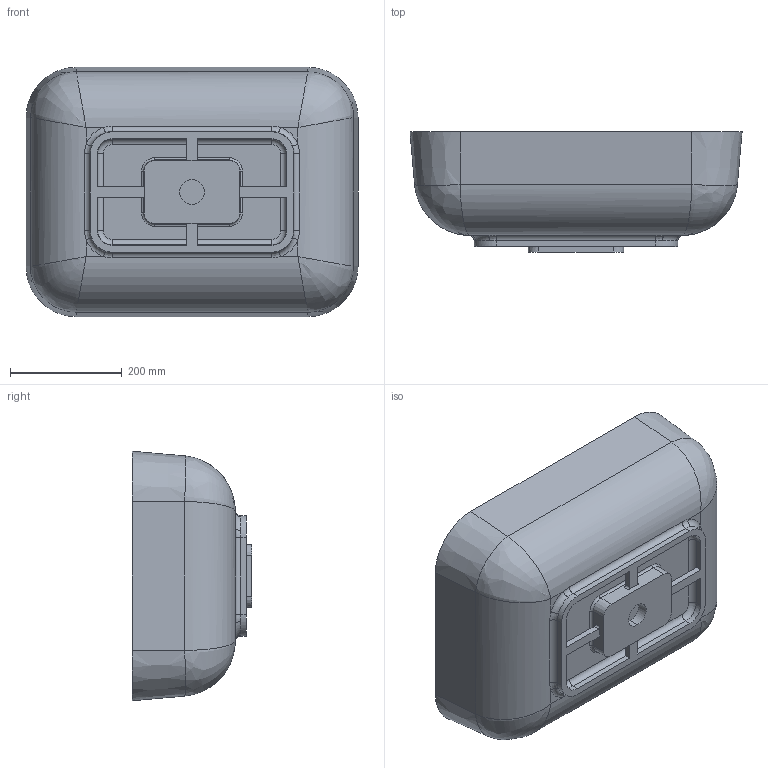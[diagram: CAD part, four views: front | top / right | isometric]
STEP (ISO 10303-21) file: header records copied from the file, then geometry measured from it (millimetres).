
FILE_DESCRIPTION (( 'STEP AP214' ), '1' );
FILE_NAME ('Monaco.STEP', '2019-10-03T13:29:23', ( '' ), ( '' ), 'SwSTEP 2.0', 'SolidWorks 2018', '' );
FILE_SCHEMA (( 'AUTOMOTIVE_DESIGN' ));
Length unit declared in the file: millimetre
Products named in the file (1): Monaco
Bounding box: 595 x 215 x 447 mm (x, y, z)
Volume: 10843849.6 mm3; surface area: 1086727.8 mm2
Topology: 1 solids, 1 shells, 247 faces, 654 edges, 384 vertices
Faces by surface type: cylinder 78, plane 59, bspline 54, cone 26, torus 18, sphere 12
Entity records: 29607 total; most frequent: CARTESIAN_POINT 24067, ORIENTED_EDGE 1268, DIRECTION 1028, EDGE_CURVE 634, VERTEX_POINT 384, AXIS2_PLACEMENT_3D 380, LINE 268, VECTOR 268
